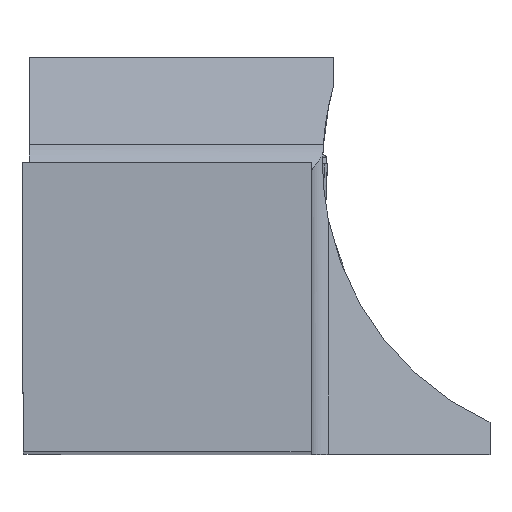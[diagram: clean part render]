
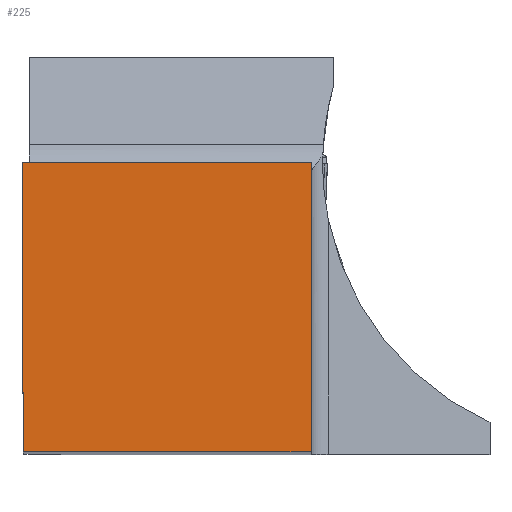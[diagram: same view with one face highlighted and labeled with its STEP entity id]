
A CAD part, top view. The second image highlights one B-rep face of the part: STEP entity #225.
In plain terms, the highlighted planar face has unit normal (0, 0, 1).
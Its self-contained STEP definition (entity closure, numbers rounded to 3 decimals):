
#165=PLANE('',#2122);
#225=ADVANCED_FACE('CU_BACK_SU1',(#358),#165,.F.);
#358=FACE_OUTER_BOUND('',#468,.T.);
#468=EDGE_LOOP('',(#1059,#1060,#1061,#1062));
#678=LINE('',#2900,#817);
#681=LINE('',#2910,#820);
#705=LINE('',#3035,#844);
#706=LINE('',#3037,#845);
#817=VECTOR('',#2309,1.);
#820=VECTOR('',#2318,1.);
#844=VECTOR('',#2380,1.);
#845=VECTOR('',#2381,1.);
#1059=ORIENTED_EDGE('',*,*,#1787,.T.);
#1060=ORIENTED_EDGE('',*,*,#1788,.F.);
#1061=ORIENTED_EDGE('',*,*,#1750,.T.);
#1062=ORIENTED_EDGE('',*,*,#1745,.T.);
#1551=VERTEX_POINT('',#2898);
#1553=VERTEX_POINT('',#2901);
#1557=VERTEX_POINT('',#2911);
#1579=VERTEX_POINT('',#3036);
#1745=EDGE_CURVE('',#1553,#1551,#678,.T.);
#1750=EDGE_CURVE('',#1557,#1553,#681,.T.);
#1787=EDGE_CURVE('',#1551,#1579,#705,.T.);
#1788=EDGE_CURVE('',#1557,#1579,#706,.T.);
#2122=AXIS2_PLACEMENT_3D('',#3038,#2382,#2383);
#2309=DIRECTION('',(0.004,-1.,0.));
#2318=DIRECTION('',(-1.,0.,0.));
#2380=DIRECTION('',(1.,0.,0.));
#2381=DIRECTION('',(0.,-1.,0.));
#2382=DIRECTION('',(0.,0.,-1.));
#2383=DIRECTION('',(0.,-1.,0.));
#2898=CARTESIAN_POINT('',(0.087,0.,0.));
#2900=CARTESIAN_POINT('',(-0.088,39.975,0.));
#2901=CARTESIAN_POINT('',(0.,19.875,0.));
#2910=CARTESIAN_POINT('',(-22.994,19.875,0.));
#2911=CARTESIAN_POINT('',(19.875,19.875,0.));
#3035=CARTESIAN_POINT('',(-22.994,0.,0.));
#3036=CARTESIAN_POINT('',(19.875,0.,0.));
#3037=CARTESIAN_POINT('',(19.875,39.875,0.));
#3038=CARTESIAN_POINT('',(-22.994,39.875,0.));
